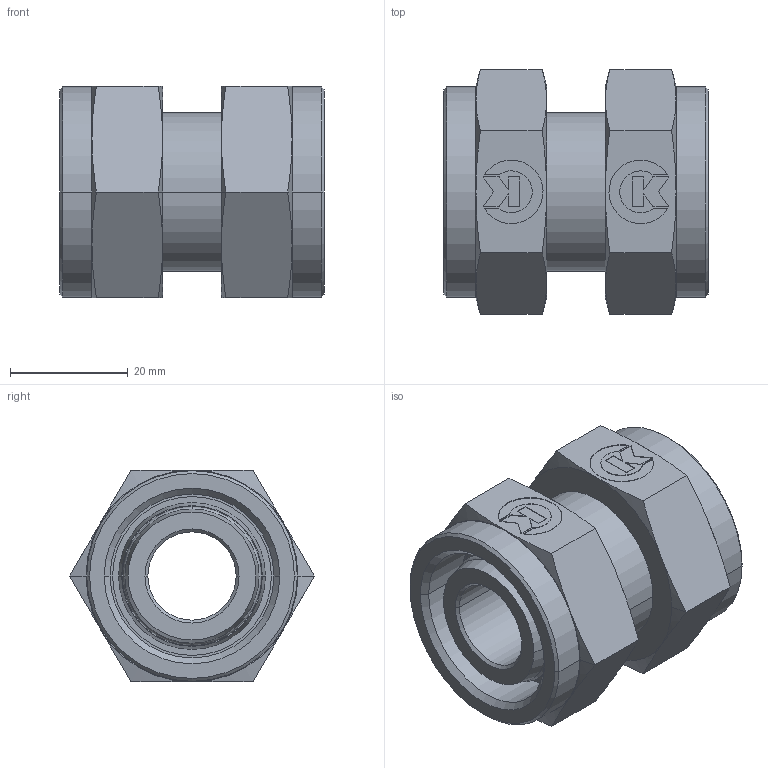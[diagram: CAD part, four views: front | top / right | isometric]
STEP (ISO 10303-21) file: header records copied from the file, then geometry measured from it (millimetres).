
FILE_DESCRIPTION( ( '' ), '1' );
FILE_NAME( '31612230.stp', '2012-08-13T10:04:01', ( '' ), ( '' ), ' ', ' ', ' ' );
FILE_SCHEMA( ( 'CONFIG_CONTROL_DESIGN' ) );
Length unit declared in the file: millimetre
Products named in the file (3): 1; 2; 3
Bounding box: 45 x 41.57 x 36 mm (x, y, z)
Volume: 31348.9 mm3; surface area: 15795.3 mm2
Topology: 3 solids, 5 shells, 194 faces, 456 edges, 288 vertices
Faces by surface type: plane 90, cone 60, cylinder 32, torus 12
Entity records: 5648 total; most frequent: CARTESIAN_POINT 1037, DIRECTION 974, ORIENTED_EDGE 912, EDGE_CURVE 456, AXIS2_PLACEMENT_3D 369, VERTEX_POINT 288, LINE 236, VECTOR 236
